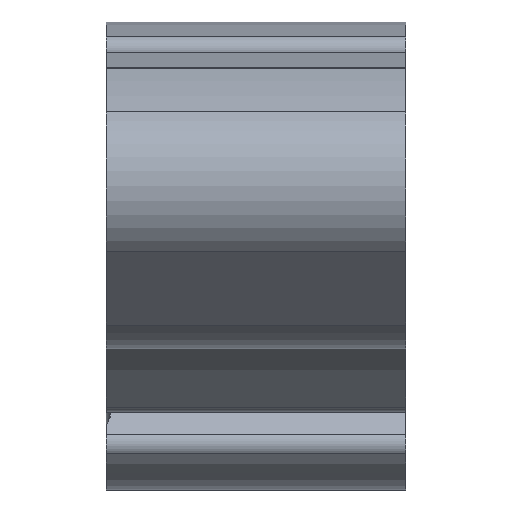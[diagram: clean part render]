
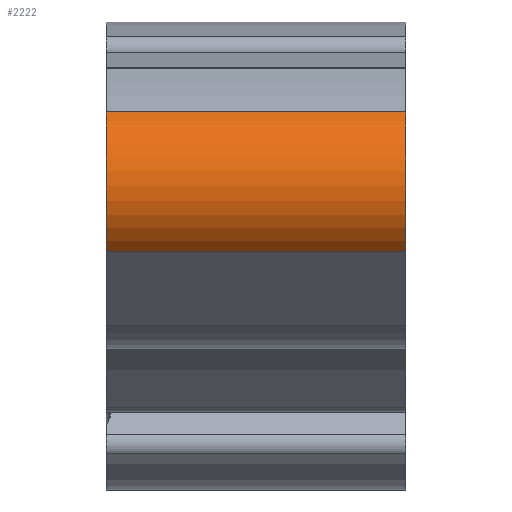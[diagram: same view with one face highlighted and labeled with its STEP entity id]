
A CAD part, front view. The second image highlights one B-rep face of the part: STEP entity #2222.
In plain terms, the highlighted cylindrical face has radius 3 mm (diameter 6 mm), a partial arc.
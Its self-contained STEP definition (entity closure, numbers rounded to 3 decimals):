
#281 = VERTEX_POINT ( 'NONE', #3040 ) ;
#289 = CARTESIAN_POINT ( 'NONE',  ( -4.35, -11.059, 12.22 ) ) ;
#317 = AXIS2_PLACEMENT_3D ( 'NONE', #3142, #2808, #3814 ) ;
#543 = EDGE_LOOP ( 'NONE', ( #3412, #3615, #1366, #850 ) ) ;
#662 = VECTOR ( 'NONE', #1198, 1000. ) ;
#769 = EDGE_CURVE ( 'NONE', #3274, #3983, #1932, .T. ) ;
#850 = ORIENTED_EDGE ( 'NONE', *, *, #3846, .F. ) ;
#1123 = CARTESIAN_POINT ( 'NONE',  ( -12.352, -9.013, 14.414 ) ) ;
#1198 = DIRECTION ( 'NONE',  ( 1., 0., 0. ) ) ;
#1260 = DIRECTION ( 'NONE',  ( 1., 0., 0. ) ) ;
#1366 = ORIENTED_EDGE ( 'NONE', *, *, #2198, .T. ) ;
#1452 = CARTESIAN_POINT ( 'NONE',  ( -12.352, -11.059, 12.22 ) ) ;
#1620 = CIRCLE ( 'NONE', #2471, 3. ) ;
#1932 = LINE ( 'NONE', #2896, #3504 ) ;
#2136 = CARTESIAN_POINT ( 'NONE',  ( 5.8, -10.603, 16.958 ) ) ;
#2198 = EDGE_CURVE ( 'NONE', #2308, #281, #3260, .T. ) ;
#2222 = ADVANCED_FACE ( 'NONE', ( #2871 ), #4243, .T. ) ;
#2308 = VERTEX_POINT ( 'NONE', #289 ) ;
#2450 = EDGE_CURVE ( 'NONE', #3274, #2308, #1620, .T. ) ;
#2471 = AXIS2_PLACEMENT_3D ( 'NONE', #4116, #4068, #3068 ) ;
#2572 = DIRECTION ( 'NONE',  ( 1., 0., 0. ) ) ;
#2675 = CARTESIAN_POINT ( 'NONE',  ( -4.35, -10.603, 16.958 ) ) ;
#2808 = DIRECTION ( 'NONE',  ( 1., 0., 0. ) ) ;
#2871 = FACE_OUTER_BOUND ( 'NONE', #543, .T. ) ;
#2896 = CARTESIAN_POINT ( 'NONE',  ( -12.352, -10.603, 16.958 ) ) ;
#3040 = CARTESIAN_POINT ( 'NONE',  ( 5.8, -11.059, 12.22 ) ) ;
#3068 = DIRECTION ( 'NONE',  ( 0., 0., 1. ) ) ;
#3142 = CARTESIAN_POINT ( 'NONE',  ( 5.8, -9.013, 14.414 ) ) ;
#3260 = LINE ( 'NONE', #1452, #662 ) ;
#3274 = VERTEX_POINT ( 'NONE', #2675 ) ;
#3412 = ORIENTED_EDGE ( 'NONE', *, *, #769, .F. ) ;
#3450 = AXIS2_PLACEMENT_3D ( 'NONE', #1123, #2572, #4197 ) ;
#3504 = VECTOR ( 'NONE', #1260, 1000. ) ;
#3521 = CIRCLE ( 'NONE', #317, 3. ) ;
#3615 = ORIENTED_EDGE ( 'NONE', *, *, #2450, .T. ) ;
#3814 = DIRECTION ( 'NONE',  ( 0., 0., -1. ) ) ;
#3846 = EDGE_CURVE ( 'NONE', #3983, #281, #3521, .T. ) ;
#3983 = VERTEX_POINT ( 'NONE', #2136 ) ;
#4068 = DIRECTION ( 'NONE',  ( 1., 0., 0. ) ) ;
#4116 = CARTESIAN_POINT ( 'NONE',  ( -4.35, -9.013, 14.414 ) ) ;
#4197 = DIRECTION ( 'NONE',  ( 0., 0., -1. ) ) ;
#4243 = CYLINDRICAL_SURFACE ( 'NONE', #3450, 3. ) ;
